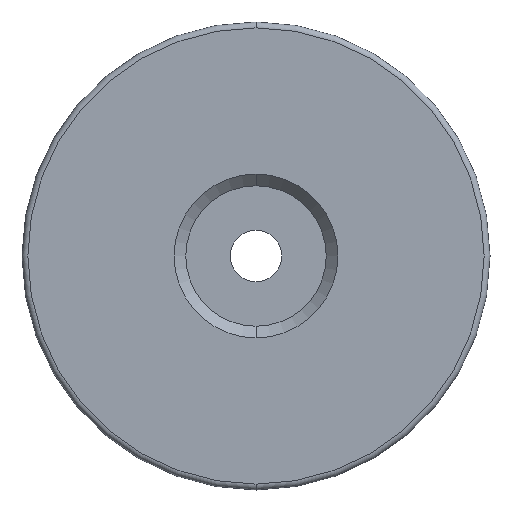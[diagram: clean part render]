
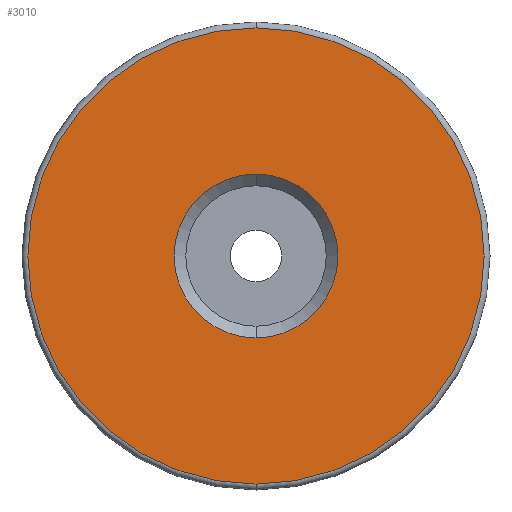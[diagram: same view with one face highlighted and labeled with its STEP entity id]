
A CAD part, front view. The second image highlights one B-rep face of the part: STEP entity #3010.
In plain terms, the highlighted planar face has unit normal (0, -1, 0).
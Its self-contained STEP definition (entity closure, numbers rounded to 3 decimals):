
#21 = AXIS2_PLACEMENT_3D ( 'NONE', #515, #478, #2685 ) ;
#101 = CARTESIAN_POINT ( 'NONE',  ( 0., 0., -19.5 ) ) ;
#172 = EDGE_CURVE ( 'NONE', #814, #2511, #2658, .T. ) ;
#215 = PLANE ( 'NONE',  #21 ) ;
#219 = DIRECTION ( 'NONE',  ( 0., -1., 0. ) ) ;
#240 = DIRECTION ( 'NONE',  ( 0., 1., 0. ) ) ;
#329 = AXIS2_PLACEMENT_3D ( 'NONE', #2431, #219, #3677 ) ;
#478 = DIRECTION ( 'NONE',  ( 0., 1., 0. ) ) ;
#515 = CARTESIAN_POINT ( 'NONE',  ( 0., 0., 0. ) ) ;
#548 = EDGE_CURVE ( 'NONE', #3989, #2676, #3638, .T. ) ;
#810 = ORIENTED_EDGE ( 'NONE', *, *, #172, .T. ) ;
#814 = VERTEX_POINT ( 'NONE', #2584 ) ;
#900 = CARTESIAN_POINT ( 'NONE',  ( 0., 0., 0. ) ) ;
#935 = EDGE_CURVE ( 'NONE', #2511, #814, #2599, .T. ) ;
#1256 = CIRCLE ( 'NONE', #329, 19.5 ) ;
#1363 = AXIS2_PLACEMENT_3D ( 'NONE', #2496, #240, #2091 ) ;
#1446 = FACE_OUTER_BOUND ( 'NONE', #3600, .T. ) ;
#1565 = EDGE_CURVE ( 'NONE', #2676, #3989, #1256, .T. ) ;
#1664 = EDGE_LOOP ( 'NONE', ( #4043, #810 ) ) ;
#1842 = DIRECTION ( 'NONE',  ( 0., 0., 1. ) ) ;
#1858 = CARTESIAN_POINT ( 'NONE',  ( 0., 0., -7. ) ) ;
#1939 = CARTESIAN_POINT ( 'NONE',  ( 0., 0., 19.5 ) ) ;
#1947 = ORIENTED_EDGE ( 'NONE', *, *, #1565, .T. ) ;
#2079 = CARTESIAN_POINT ( 'NONE',  ( 0., 0., 0. ) ) ;
#2091 = DIRECTION ( 'NONE',  ( 0., 0., 1. ) ) ;
#2222 = AXIS2_PLACEMENT_3D ( 'NONE', #900, #3627, #3358 ) ;
#2380 = DIRECTION ( 'NONE',  ( 0., 1., 0. ) ) ;
#2431 = CARTESIAN_POINT ( 'NONE',  ( 0., 0., 0. ) ) ;
#2496 = CARTESIAN_POINT ( 'NONE',  ( 0., 0., 0. ) ) ;
#2511 = VERTEX_POINT ( 'NONE', #1858 ) ;
#2584 = CARTESIAN_POINT ( 'NONE',  ( 0., 0., 7. ) ) ;
#2599 = CIRCLE ( 'NONE', #3643, 7. ) ;
#2658 = CIRCLE ( 'NONE', #1363, 7. ) ;
#2676 = VERTEX_POINT ( 'NONE', #1939 ) ;
#2685 = DIRECTION ( 'NONE',  ( 0., 0., 1. ) ) ;
#3006 = FACE_BOUND ( 'NONE', #1664, .T. ) ;
#3010 = ADVANCED_FACE ( 'NONE', ( #1446, #3006 ), #215, .F. ) ;
#3358 = DIRECTION ( 'NONE',  ( 0., 0., 1. ) ) ;
#3454 = ORIENTED_EDGE ( 'NONE', *, *, #548, .T. ) ;
#3600 = EDGE_LOOP ( 'NONE', ( #1947, #3454 ) ) ;
#3627 = DIRECTION ( 'NONE',  ( 0., -1., 0. ) ) ;
#3638 = CIRCLE ( 'NONE', #2222, 19.5 ) ;
#3643 = AXIS2_PLACEMENT_3D ( 'NONE', #2079, #2380, #1842 ) ;
#3677 = DIRECTION ( 'NONE',  ( 0., 0., 1. ) ) ;
#3989 = VERTEX_POINT ( 'NONE', #101 ) ;
#4043 = ORIENTED_EDGE ( 'NONE', *, *, #935, .T. ) ;
